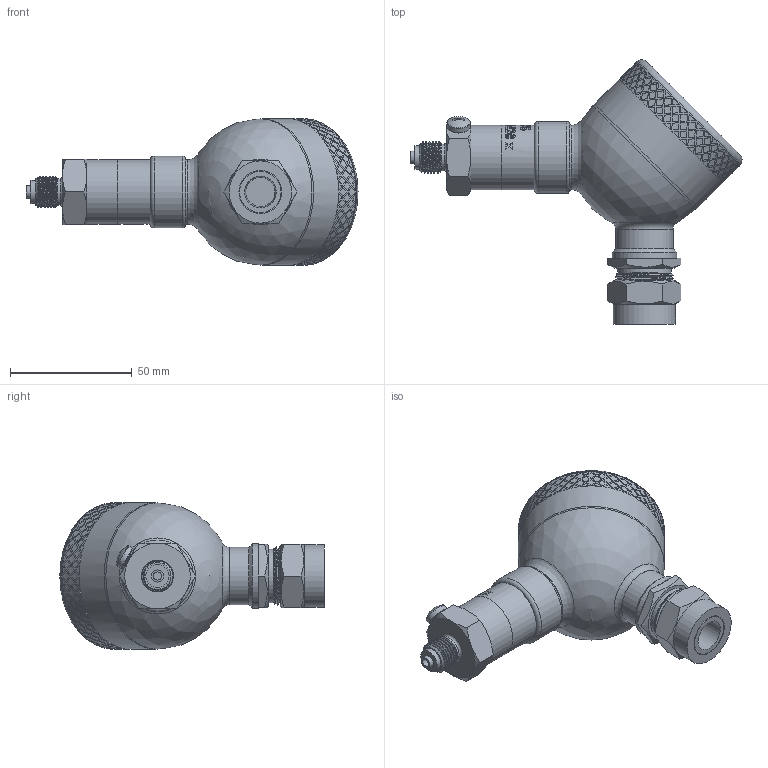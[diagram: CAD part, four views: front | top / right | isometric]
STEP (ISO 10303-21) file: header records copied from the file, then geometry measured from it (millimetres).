
FILE_DESCRIPTION(/* description */ (''),/* implementation_level */ '2;1');
FILE_NAME(/* name */ 'APZ3420x_G1''4EN_CableGlandM20x1,5Exd.step',/* time_stamp */ '2021-07-02T14:20:10+03:00',/* author */ (''),/* organization */ (''),/* preprocessor_version */ 'ST-DEVELOPER v18.1',/* originating_system */ 'Autodesk Translation Framework v10.9.0.1377',/* authorisation */ '');
FILE_SCHEMA (('AUTOMOTIVE_DESIGN { 1 0 10303 214 3 1 1 }'));
Length unit declared in the file: millimetre
Products named in the file (7): АПЗ 3420 х заполненный; G 1\4 EN; Field housing; Main body; Cover without display; screw M6x1 v1; M20x1,5 steel cable gland Ex d v3
Assembly tree (6 placements, depth 3):
  АПЗ 3420 х заполненный
    G 1\4 EN
    Field housing
      Main body
      Cover without display
    screw M6x1 v1
    M20x1,5 steel cable gland Ex d v3
Bounding box: 136.42 x 108.62 x 60.1 mm (x, y, z)
Volume: 240736 mm3; surface area: 39866.8 mm2
Topology: 5 solids, 5 shells, 1412 faces, 3450 edges, 2289 vertices
Faces by surface type: bspline 904, cylinder 310, plane 156, cone 27, torus 13, sphere 2
Full cylindrical faces by diameter (mm): 3.3 x1, 4.744 x3, 5 x1, 5.035 x3, 5.884 x4, 6.147 x2, 9.5 x1, 9.6 x1, 11 x1, 11.445 x5, 12 x1, 13 x1, 17 x2, 17.6 x1, 18.137 x7, 19.85 x6, 21 x1, 22 x1, 22.132 x1, 22.4 x1, 23.6 x1, 24.5 x2, 25.6 x1, 26.5 x3, 29.5 x1, 57.2 x1, 60 x2
Entity records: 63738 total; most frequent: CARTESIAN_POINT 37956, ORIENTED_EDGE 6894, EDGE_CURVE 3447, B_SPLINE_CURVE_WITH_KNOTS 2628, VERTEX_POINT 2289, DIRECTION 2136, EDGE_LOOP 1658, FACE_OUTER_BOUND 1412
